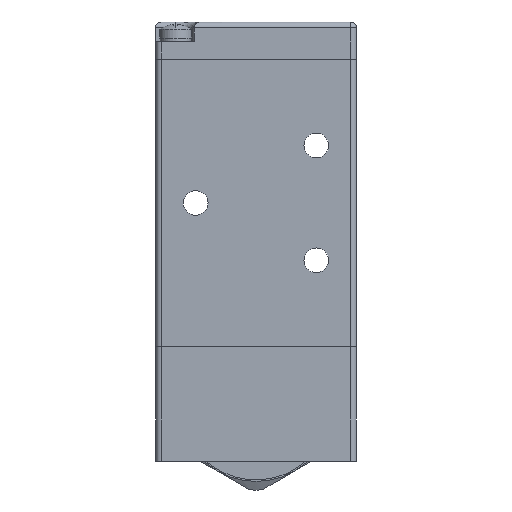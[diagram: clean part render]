
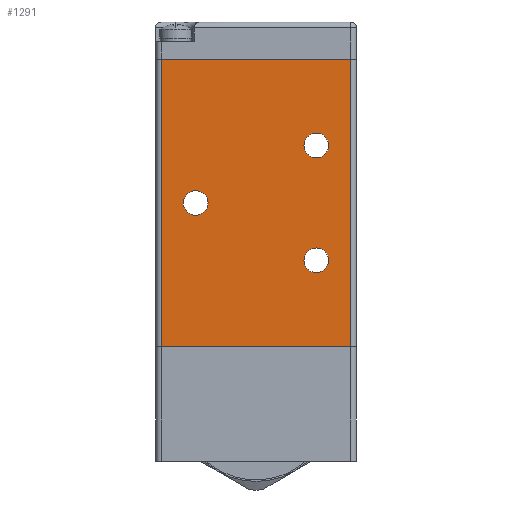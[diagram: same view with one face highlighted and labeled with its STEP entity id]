
A CAD part, front view. The second image highlights one B-rep face of the part: STEP entity #1291.
In plain terms, the highlighted planar face has unit normal (0, -1, 0).
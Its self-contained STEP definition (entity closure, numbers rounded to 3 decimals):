
#66 = AXIS2_PLACEMENT_3D ( 'NONE', #11151, #5704, #229 ) ;
#153 = ORIENTED_EDGE ( 'NONE', *, *, #2802, .T. ) ;
#229 = DIRECTION ( 'NONE',  ( 0., 0., -1. ) ) ;
#435 = EDGE_LOOP ( 'NONE', ( #9395, #5351 ) ) ;
#594 = ORIENTED_EDGE ( 'NONE', *, *, #10030, .T. ) ;
#682 = CARTESIAN_POINT ( 'NONE',  ( -15.774, -11., 0. ) ) ;
#1143 = CARTESIAN_POINT ( 'NONE',  ( -21.774, -11., 25. ) ) ;
#1203 = AXIS2_PLACEMENT_3D ( 'NONE', #5302, #11655, #6210 ) ;
#1220 = CARTESIAN_POINT ( 'NONE',  ( 5.226, -11., 7.85 ) ) ;
#1291 = ADVANCED_FACE ( 'NONE', ( #4415, #11667, #9218, #2253 ), #2038, .T. ) ;
#1392 = ORIENTED_EDGE ( 'NONE', *, *, #7473, .T. ) ;
#1488 = VECTOR ( 'NONE', #3514, 1000. ) ;
#1592 = DIRECTION ( 'NONE',  ( 0., 0., -1. ) ) ;
#1729 = CARTESIAN_POINT ( 'NONE',  ( 5.226, -11., -12.15 ) ) ;
#1815 = ORIENTED_EDGE ( 'NONE', *, *, #3793, .T. ) ;
#2011 = VERTEX_POINT ( 'NONE', #5968 ) ;
#2038 = PLANE ( 'NONE',  #10055 ) ;
#2251 = VERTEX_POINT ( 'NONE', #1729 ) ;
#2253 = FACE_BOUND ( 'NONE', #2985, .T. ) ;
#2368 = LINE ( 'NONE', #6035, #4523 ) ;
#2436 = CARTESIAN_POINT ( 'NONE',  ( -15.774, -11., 0. ) ) ;
#2475 = CIRCLE ( 'NONE', #5441, 2.15 ) ;
#2585 = CIRCLE ( 'NONE', #9041, 2.15 ) ;
#2724 = CARTESIAN_POINT ( 'NONE',  ( -21.774, -11., -25. ) ) ;
#2730 = VECTOR ( 'NONE', #3675, 1000. ) ;
#2745 = CIRCLE ( 'NONE', #8291, 2.15 ) ;
#2802 = EDGE_CURVE ( 'NONE', #6302, #9111, #5341, .T. ) ;
#2852 = EDGE_LOOP ( 'NONE', ( #6423, #1815, #9661, #7642 ) ) ;
#2935 = VERTEX_POINT ( 'NONE', #1220 ) ;
#2956 = DIRECTION ( 'NONE',  ( 0., -1., 0. ) ) ;
#2985 = EDGE_LOOP ( 'NONE', ( #153, #11344 ) ) ;
#3257 = CARTESIAN_POINT ( 'NONE',  ( -15.774, -11., 2.15 ) ) ;
#3368 = DIRECTION ( 'NONE',  ( 0., 0., -1. ) ) ;
#3376 = DIRECTION ( 'NONE',  ( 0., 1., 0. ) ) ;
#3514 = DIRECTION ( 'NONE',  ( -1., 0., 0. ) ) ;
#3668 = EDGE_CURVE ( 'NONE', #11753, #2251, #11153, .T. ) ;
#3675 = DIRECTION ( 'NONE',  ( 0., 0., -1. ) ) ;
#3793 = EDGE_CURVE ( 'NONE', #5212, #2011, #7261, .T. ) ;
#4156 = DIRECTION ( 'NONE',  ( 0., 1., 0. ) ) ;
#4415 = FACE_OUTER_BOUND ( 'NONE', #2852, .T. ) ;
#4523 = VECTOR ( 'NONE', #10594, 1000. ) ;
#4860 = EDGE_CURVE ( 'NONE', #5747, #5212, #2368, .T. ) ;
#4982 = VERTEX_POINT ( 'NONE', #9780 ) ;
#5156 = CARTESIAN_POINT ( 'NONE',  ( 5.226, -11., -7.85 ) ) ;
#5212 = VERTEX_POINT ( 'NONE', #1143 ) ;
#5302 = CARTESIAN_POINT ( 'NONE',  ( 5.226, -11., -10. ) ) ;
#5341 = CIRCLE ( 'NONE', #11088, 2.15 ) ;
#5351 = ORIENTED_EDGE ( 'NONE', *, *, #3668, .T. ) ;
#5441 = AXIS2_PLACEMENT_3D ( 'NONE', #9569, #4156, #10495 ) ;
#5704 = DIRECTION ( 'NONE',  ( 0., 1., 0. ) ) ;
#5747 = VERTEX_POINT ( 'NONE', #8913 ) ;
#5968 = CARTESIAN_POINT ( 'NONE',  ( -21.774, -11., -25. ) ) ;
#6035 = CARTESIAN_POINT ( 'NONE',  ( -5.274, -11., 25. ) ) ;
#6210 = DIRECTION ( 'NONE',  ( 0., 0., -1. ) ) ;
#6302 = VERTEX_POINT ( 'NONE', #10939 ) ;
#6338 = EDGE_LOOP ( 'NONE', ( #594, #1392 ) ) ;
#6423 = ORIENTED_EDGE ( 'NONE', *, *, #4860, .T. ) ;
#6815 = EDGE_CURVE ( 'NONE', #7334, #2011, #8420, .T. ) ;
#6860 = VECTOR ( 'NONE', #11566, 1000. ) ;
#7029 = DIRECTION ( 'NONE',  ( 0., 1., 0. ) ) ;
#7246 = CIRCLE ( 'NONE', #66, 2.15 ) ;
#7261 = LINE ( 'NONE', #2724, #2730 ) ;
#7334 = VERTEX_POINT ( 'NONE', #11322 ) ;
#7467 = CARTESIAN_POINT ( 'NONE',  ( 12.226, -11., -25. ) ) ;
#7473 = EDGE_CURVE ( 'NONE', #4982, #2935, #2745, .T. ) ;
#7642 = ORIENTED_EDGE ( 'NONE', *, *, #8111, .T. ) ;
#8111 = EDGE_CURVE ( 'NONE', #7334, #5747, #9284, .T. ) ;
#8291 = AXIS2_PLACEMENT_3D ( 'NONE', #8779, #3376, #9707 ) ;
#8420 = LINE ( 'NONE', #8921, #1488 ) ;
#8775 = DIRECTION ( 'NONE',  ( 0., 1., 0. ) ) ;
#8779 = CARTESIAN_POINT ( 'NONE',  ( 5.226, -11., 10. ) ) ;
#8913 = CARTESIAN_POINT ( 'NONE',  ( 11.226, -11., 25. ) ) ;
#8921 = CARTESIAN_POINT ( 'NONE',  ( -5.274, -11., -25. ) ) ;
#9041 = AXIS2_PLACEMENT_3D ( 'NONE', #682, #7029, #1592 ) ;
#9111 = VERTEX_POINT ( 'NONE', #3257 ) ;
#9218 = FACE_BOUND ( 'NONE', #435, .T. ) ;
#9284 = LINE ( 'NONE', #10650, #6860 ) ;
#9303 = DIRECTION ( 'NONE',  ( 1., 0., 0. ) ) ;
#9395 = ORIENTED_EDGE ( 'NONE', *, *, #11419, .T. ) ;
#9569 = CARTESIAN_POINT ( 'NONE',  ( 5.226, -11., -10. ) ) ;
#9661 = ORIENTED_EDGE ( 'NONE', *, *, #6815, .F. ) ;
#9707 = DIRECTION ( 'NONE',  ( 0., 0., -1. ) ) ;
#9771 = EDGE_CURVE ( 'NONE', #9111, #6302, #2585, .T. ) ;
#9780 = CARTESIAN_POINT ( 'NONE',  ( 5.226, -11., 12.15 ) ) ;
#10030 = EDGE_CURVE ( 'NONE', #2935, #4982, #7246, .T. ) ;
#10055 = AXIS2_PLACEMENT_3D ( 'NONE', #7467, #2956, #9303 ) ;
#10495 = DIRECTION ( 'NONE',  ( 0., 0., -1. ) ) ;
#10594 = DIRECTION ( 'NONE',  ( -1., 0., 0. ) ) ;
#10650 = CARTESIAN_POINT ( 'NONE',  ( 11.226, -11., -25. ) ) ;
#10939 = CARTESIAN_POINT ( 'NONE',  ( -15.774, -11., -2.15 ) ) ;
#11088 = AXIS2_PLACEMENT_3D ( 'NONE', #2436, #8775, #3368 ) ;
#11151 = CARTESIAN_POINT ( 'NONE',  ( 5.226, -11., 10. ) ) ;
#11153 = CIRCLE ( 'NONE', #1203, 2.15 ) ;
#11322 = CARTESIAN_POINT ( 'NONE',  ( 11.226, -11., -25. ) ) ;
#11344 = ORIENTED_EDGE ( 'NONE', *, *, #9771, .T. ) ;
#11419 = EDGE_CURVE ( 'NONE', #2251, #11753, #2475, .T. ) ;
#11566 = DIRECTION ( 'NONE',  ( 0., 0., 1. ) ) ;
#11655 = DIRECTION ( 'NONE',  ( 0., 1., 0. ) ) ;
#11667 = FACE_BOUND ( 'NONE', #6338, .T. ) ;
#11753 = VERTEX_POINT ( 'NONE', #5156 ) ;
